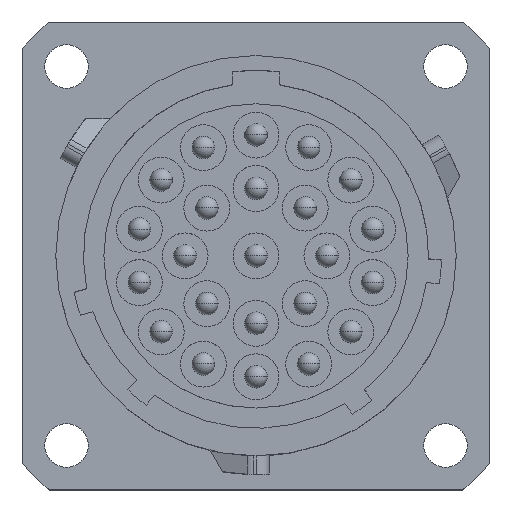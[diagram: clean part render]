
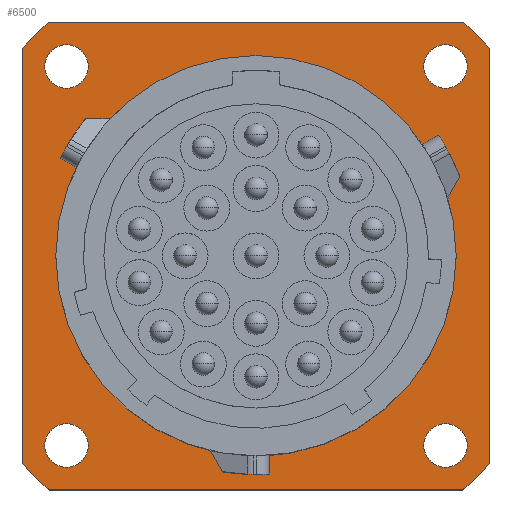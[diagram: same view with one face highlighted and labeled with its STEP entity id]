
A CAD part, top view. The second image highlights one B-rep face of the part: STEP entity #6500.
In plain terms, the highlighted planar face has unit normal (0, 0, 1).
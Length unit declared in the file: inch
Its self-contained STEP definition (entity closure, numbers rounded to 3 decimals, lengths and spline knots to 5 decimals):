
#186=CARTESIAN_POINT('',(0.,0.,0.));
#187=DIRECTION('',(0.,0.,-1.));
#188=DIRECTION('',(1.,0.,0.));
#189=AXIS2_PLACEMENT_3D('',#186,#187,#188);
#236=CARTESIAN_POINT('',(0.,0.,0.));
#237=DIRECTION('',(0.,0.,1.));
#238=DIRECTION('',(1.,0.,0.));
#239=AXIS2_PLACEMENT_3D('',#236,#237,#238);
#315=DIRECTION('',(1.,0.,0.));
#316=VECTOR('',#315,1.15859);
#317=CARTESIAN_POINT('',(-0.5793,0.65551,0.));
#318=LINE('',#317,#316);
#319=CARTESIAN_POINT('',(0.,0.,0.));
#320=DIRECTION('',(0.,0.,-1.));
#321=DIRECTION('',(0.662,0.749,0.));
#322=AXIS2_PLACEMENT_3D('',#319,#320,#321);
#324=DIRECTION('',(0.,-1.,0.));
#325=VECTOR('',#324,1.15859);
#326=CARTESIAN_POINT('',(0.65551,0.5793,0.));
#327=LINE('',#326,#325);
#328=CARTESIAN_POINT('',(0.,0.,0.));
#329=DIRECTION('',(0.,0.,-1.));
#330=DIRECTION('',(0.749,-0.662,0.));
#331=AXIS2_PLACEMENT_3D('',#328,#329,#330);
#333=DIRECTION('',(-1.,0.,0.));
#334=VECTOR('',#333,1.15859);
#335=CARTESIAN_POINT('',(0.5793,-0.65551,0.));
#336=LINE('',#335,#334);
#337=CARTESIAN_POINT('',(0.,0.,0.));
#338=DIRECTION('',(0.,0.,-1.));
#339=DIRECTION('',(-0.662,-0.749,0.));
#340=AXIS2_PLACEMENT_3D('',#337,#338,#339);
#342=DIRECTION('',(0.,1.,0.));
#343=VECTOR('',#342,1.15859);
#344=CARTESIAN_POINT('',(-0.65551,-0.5793,0.));
#345=LINE('',#344,#343);
#346=CARTESIAN_POINT('',(0.,0.,0.));
#347=DIRECTION('',(0.,0.,-1.));
#348=DIRECTION('',(-0.749,0.662,0.));
#349=AXIS2_PLACEMENT_3D('',#346,#347,#348);
#351=CARTESIAN_POINT('',(0.53091,0.53091,0.));
#352=DIRECTION('',(0.,0.,1.));
#353=DIRECTION('',(1.,0.,0.));
#354=AXIS2_PLACEMENT_3D('',#351,#352,#353);
#356=CARTESIAN_POINT('',(0.53091,0.53091,0.));
#357=DIRECTION('',(0.,0.,1.));
#358=DIRECTION('',(-1.,0.,0.));
#359=AXIS2_PLACEMENT_3D('',#356,#357,#358);
#361=CARTESIAN_POINT('',(0.53091,-0.53091,0.));
#362=DIRECTION('',(0.,0.,1.));
#363=DIRECTION('',(1.,0.,0.));
#364=AXIS2_PLACEMENT_3D('',#361,#362,#363);
#366=CARTESIAN_POINT('',(0.53091,-0.53091,0.));
#367=DIRECTION('',(0.,0.,1.));
#368=DIRECTION('',(-1.,0.,0.));
#369=AXIS2_PLACEMENT_3D('',#366,#367,#368);
#371=CARTESIAN_POINT('',(-0.53091,-0.53091,0.));
#372=DIRECTION('',(0.,0.,1.));
#373=DIRECTION('',(1.,0.,0.));
#374=AXIS2_PLACEMENT_3D('',#371,#372,#373);
#376=CARTESIAN_POINT('',(-0.53091,-0.53091,0.));
#377=DIRECTION('',(0.,0.,1.));
#378=DIRECTION('',(-1.,0.,0.));
#379=AXIS2_PLACEMENT_3D('',#376,#377,#378);
#381=CARTESIAN_POINT('',(-0.53091,0.53091,0.));
#382=DIRECTION('',(0.,0.,1.));
#383=DIRECTION('',(1.,0.,0.));
#384=AXIS2_PLACEMENT_3D('',#381,#382,#383);
#386=CARTESIAN_POINT('',(-0.53091,0.53091,0.));
#387=DIRECTION('',(0.,0.,1.));
#388=DIRECTION('',(-1.,0.,0.));
#389=AXIS2_PLACEMENT_3D('',#386,#387,#388);
#5221=CARTESIAN_POINT('',(0.56083,0.,0.));
#5223=VERTEX_POINT('',#5221);
#5233=CARTESIAN_POINT('',(-0.56083,0.,0.));
#5235=VERTEX_POINT('',#5233);
#5481=CARTESIAN_POINT('',(-0.5793,0.65551,0.));
#5482=CARTESIAN_POINT('',(0.5793,0.65551,0.));
#5483=VERTEX_POINT('',#5481);
#5484=VERTEX_POINT('',#5482);
#5485=CARTESIAN_POINT('',(0.65551,0.5793,0.));
#5486=CARTESIAN_POINT('',(0.65551,-0.5793,0.));
#5487=VERTEX_POINT('',#5485);
#5488=VERTEX_POINT('',#5486);
#5489=CARTESIAN_POINT('',(0.5793,-0.65551,0.));
#5490=CARTESIAN_POINT('',(-0.5793,-0.65551,0.));
#5491=VERTEX_POINT('',#5489);
#5492=VERTEX_POINT('',#5490);
#5493=CARTESIAN_POINT('',(-0.65551,-0.5793,0.));
#5494=CARTESIAN_POINT('',(-0.65551,0.5793,0.));
#5495=VERTEX_POINT('',#5493);
#5496=VERTEX_POINT('',#5494);
#5513=CARTESIAN_POINT('',(0.59193,0.53091,0.));
#5514=CARTESIAN_POINT('',(0.46988,0.53091,0.));
#5515=VERTEX_POINT('',#5513);
#5516=VERTEX_POINT('',#5514);
#5517=CARTESIAN_POINT('',(0.59193,-0.53091,0.));
#5518=CARTESIAN_POINT('',(0.46988,-0.53091,0.));
#5519=VERTEX_POINT('',#5517);
#5520=VERTEX_POINT('',#5518);
#5521=CARTESIAN_POINT('',(-0.46988,-0.53091,0.));
#5522=CARTESIAN_POINT('',(-0.59193,-0.53091,0.));
#5523=VERTEX_POINT('',#5521);
#5524=VERTEX_POINT('',#5522);
#5525=CARTESIAN_POINT('',(-0.46988,0.53091,0.));
#5526=CARTESIAN_POINT('',(-0.59193,0.53091,0.));
#5527=VERTEX_POINT('',#5525);
#5528=VERTEX_POINT('',#5526);
#6449=CARTESIAN_POINT('',(0.,0.,0.));
#6450=DIRECTION('',(0.,0.,-1.));
#6451=DIRECTION('',(-1.,0.,0.));
#6452=AXIS2_PLACEMENT_3D('',#6449,#6450,#6451);
#6453=PLANE('',#6452);
#6455=ORIENTED_EDGE('',*,*,#6454,.T.);
#6457=ORIENTED_EDGE('',*,*,#6456,.T.);
#6459=ORIENTED_EDGE('',*,*,#6458,.T.);
#6461=ORIENTED_EDGE('',*,*,#6460,.T.);
#6463=ORIENTED_EDGE('',*,*,#6462,.T.);
#6465=ORIENTED_EDGE('',*,*,#6464,.T.);
#6467=ORIENTED_EDGE('',*,*,#6466,.T.);
#6469=ORIENTED_EDGE('',*,*,#6468,.T.);
#6470=EDGE_LOOP('',(#6455,#6457,#6459,#6461,#6463,#6465,#6467,#6469));
#6471=FACE_OUTER_BOUND('',#6470,.F.);
#6472=ORIENTED_EDGE('',*,*,#6400,.T.);
#6473=ORIENTED_EDGE('',*,*,#6362,.F.);
#6474=EDGE_LOOP('',(#6472,#6473));
#6475=FACE_BOUND('',#6474,.F.);
#6477=ORIENTED_EDGE('',*,*,#6476,.T.);
#6479=ORIENTED_EDGE('',*,*,#6478,.T.);
#6480=EDGE_LOOP('',(#6477,#6479));
#6481=FACE_BOUND('',#6480,.F.);
#6483=ORIENTED_EDGE('',*,*,#6482,.T.);
#6485=ORIENTED_EDGE('',*,*,#6484,.T.);
#6486=EDGE_LOOP('',(#6483,#6485));
#6487=FACE_BOUND('',#6486,.F.);
#6489=ORIENTED_EDGE('',*,*,#6488,.T.);
#6491=ORIENTED_EDGE('',*,*,#6490,.T.);
#6492=EDGE_LOOP('',(#6489,#6491));
#6493=FACE_BOUND('',#6492,.F.);
#6495=ORIENTED_EDGE('',*,*,#6494,.T.);
#6497=ORIENTED_EDGE('',*,*,#6496,.T.);
#6498=EDGE_LOOP('',(#6495,#6497));
#6499=FACE_BOUND('',#6498,.F.);
#6500=ADVANCED_FACE('',(#6471,#6475,#6481,#6487,#6493,#6499),#6453,.F.);
#190=CIRCLE('',#189,0.56083);
#240=CIRCLE('',#239,0.56083);
#323=CIRCLE('',#322,0.8748);
#332=CIRCLE('',#331,0.8748);
#341=CIRCLE('',#340,0.8748);
#350=CIRCLE('',#349,0.8748);
#355=CIRCLE('',#354,0.06102);
#360=CIRCLE('',#359,0.06102);
#365=CIRCLE('',#364,0.06102);
#370=CIRCLE('',#369,0.06102);
#375=CIRCLE('',#374,0.06102);
#380=CIRCLE('',#379,0.06102);
#385=CIRCLE('',#384,0.06102);
#390=CIRCLE('',#389,0.06102);
#6362=EDGE_CURVE('',#5223,#5235,#190,.T.);
#6400=EDGE_CURVE('',#5223,#5235,#240,.T.);
#6454=EDGE_CURVE('',#5483,#5484,#318,.T.);
#6456=EDGE_CURVE('',#5484,#5487,#323,.T.);
#6458=EDGE_CURVE('',#5487,#5488,#327,.T.);
#6460=EDGE_CURVE('',#5488,#5491,#332,.T.);
#6462=EDGE_CURVE('',#5491,#5492,#336,.T.);
#6464=EDGE_CURVE('',#5492,#5495,#341,.T.);
#6466=EDGE_CURVE('',#5495,#5496,#345,.T.);
#6468=EDGE_CURVE('',#5496,#5483,#350,.T.);
#6476=EDGE_CURVE('',#5515,#5516,#355,.T.);
#6478=EDGE_CURVE('',#5516,#5515,#360,.T.);
#6482=EDGE_CURVE('',#5519,#5520,#365,.T.);
#6484=EDGE_CURVE('',#5520,#5519,#370,.T.);
#6488=EDGE_CURVE('',#5523,#5524,#375,.T.);
#6490=EDGE_CURVE('',#5524,#5523,#380,.T.);
#6494=EDGE_CURVE('',#5527,#5528,#385,.T.);
#6496=EDGE_CURVE('',#5528,#5527,#390,.T.);
